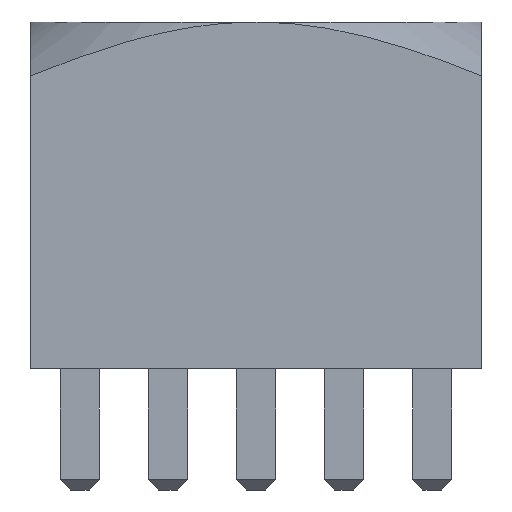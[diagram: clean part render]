
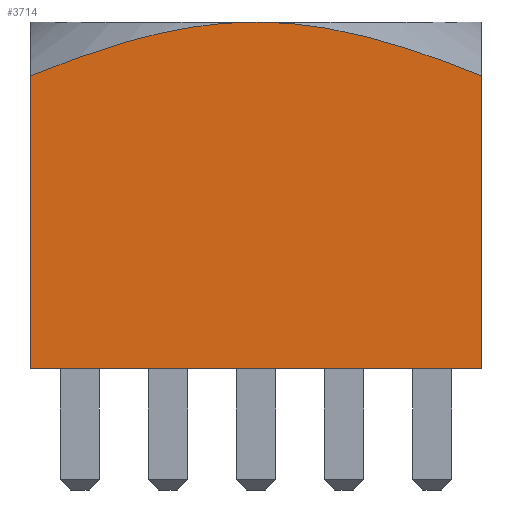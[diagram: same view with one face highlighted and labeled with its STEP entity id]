
A CAD part, left-side view. The second image highlights one B-rep face of the part: STEP entity #3714.
In plain terms, the highlighted planar face has unit normal (-1, 0, 0).
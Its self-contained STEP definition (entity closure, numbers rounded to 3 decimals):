
#468 = AXIS2_PLACEMENT_3D ( 'NONE', #2661, #2675, #2676 ) ;
#1485 = VERTEX_POINT ( 'NONE', #2409 ) ;
#1487 = VERTEX_POINT ( 'NONE', #2407 ) ;
#1508 = VERTEX_POINT ( 'NONE', #2507 ) ;
#1535 = VERTEX_POINT ( 'NONE', #2484 ) ;
#1573 = VERTEX_POINT ( 'NONE', #1876 ) ;
#1615 = EDGE_LOOP ( 'NONE', ( #4169, #4171, #4170, #4172, #4167 ) ) ;
#1876 = CARTESIAN_POINT ( 'NONE',  ( -6.5, -6.5, 8.446 ) ) ;
#2125 = CARTESIAN_POINT ( 'NONE',  ( -6.5, 6.5, 0. ) ) ;
#2131 = LINE ( 'NONE', #2125, #2254 ) ;
#2138 = DIRECTION ( 'NONE',  ( 0., -1., 0. ) ) ;
#2180 = B_SPLINE_CURVE_WITH_KNOTS ( 'NONE', 3,
 ( #3442, #3438, #3542, #3543, #3544, #3545, #3546, #3547 ),
 .UNSPECIFIED., .F., .F.,
 ( 4, 2, 2, 4 ),
 ( 0.017, 0.019, 0.02, 0.024 ),
 .UNSPECIFIED. ) ;
#2185 = B_SPLINE_CURVE_WITH_KNOTS ( 'NONE', 3,
 ( #3539, #3541, #3555, #3556, #3557, #3558, #3559, #3560 ),
 .UNSPECIFIED., .F., .F.,
 ( 4, 2, 2, 4 ),
 ( 0.024, 0.025, 0.027, 0.03 ),
 .UNSPECIFIED. ) ;
#2254 = VECTOR ( 'NONE', #2138, 1000. ) ;
#2332 = VECTOR ( 'NONE', #3549, 1000. ) ;
#2364 = VECTOR ( 'NONE', #3552, 1000. ) ;
#2407 = CARTESIAN_POINT ( 'NONE',  ( -6.5, 6.5, 0. ) ) ;
#2409 = CARTESIAN_POINT ( 'NONE',  ( -6.5, 0., 10. ) ) ;
#2484 = CARTESIAN_POINT ( 'NONE',  ( -6.5, -6.5, 0. ) ) ;
#2507 = CARTESIAN_POINT ( 'NONE',  ( -6.5, 6.5, 8.446 ) ) ;
#2661 = CARTESIAN_POINT ( 'NONE',  ( -6.5, 6.5, 10. ) ) ;
#2672 = FACE_OUTER_BOUND ( 'NONE', #1615, .T. ) ;
#2673 = PLANE ( 'NONE',  #468 ) ;
#2675 = DIRECTION ( 'NONE',  ( 1., 0., 0. ) ) ;
#2676 = DIRECTION ( 'NONE',  ( 0., 0., -1. ) ) ;
#3438 = CARTESIAN_POINT ( 'NONE',  ( -6.5, 5.98, 8.658 ) ) ;
#3442 = CARTESIAN_POINT ( 'NONE',  ( -6.5, 6.5, 8.446 ) ) ;
#3539 = CARTESIAN_POINT ( 'NONE',  ( -6.5, 0., 10. ) ) ;
#3540 = LINE ( 'NONE', #3548, #2332 ) ;
#3541 = CARTESIAN_POINT ( 'NONE',  ( -6.5, -0.558, 10. ) ) ;
#3542 = CARTESIAN_POINT ( 'NONE',  ( -6.5, 5.455, 8.86 ) ) ;
#3543 = CARTESIAN_POINT ( 'NONE',  ( -6.5, 4.39, 9.231 ) ) ;
#3544 = CARTESIAN_POINT ( 'NONE',  ( -6.5, 3.851, 9.4 ) ) ;
#3545 = CARTESIAN_POINT ( 'NONE',  ( -6.5, 2.227, 9.825 ) ) ;
#3546 = CARTESIAN_POINT ( 'NONE',  ( -6.5, 1.127, 10. ) ) ;
#3547 = CARTESIAN_POINT ( 'NONE',  ( -6.5, 0., 10. ) ) ;
#3548 = CARTESIAN_POINT ( 'NONE',  ( -6.5, 6.5, 10. ) ) ;
#3549 = DIRECTION ( 'NONE',  ( 0., 0., -1. ) ) ;
#3550 = LINE ( 'NONE', #3551, #2364 ) ;
#3551 = CARTESIAN_POINT ( 'NONE',  ( -6.5, -6.5, 10. ) ) ;
#3552 = DIRECTION ( 'NONE',  ( 0., 0., -1. ) ) ;
#3555 = CARTESIAN_POINT ( 'NONE',  ( -6.5, -1.126, 9.957 ) ) ;
#3556 = CARTESIAN_POINT ( 'NONE',  ( -6.5, -2.235, 9.797 ) ) ;
#3557 = CARTESIAN_POINT ( 'NONE',  ( -6.5, -2.781, 9.68 ) ) ;
#3558 = CARTESIAN_POINT ( 'NONE',  ( -6.5, -4.402, 9.255 ) ) ;
#3559 = CARTESIAN_POINT ( 'NONE',  ( -6.5, -5.462, 8.869 ) ) ;
#3560 = CARTESIAN_POINT ( 'NONE',  ( -6.5, -6.5, 8.446 ) ) ;
#3714 = ADVANCED_FACE ( 'NONE', ( #2672 ), #2673, .F. ) ;
#3786 = EDGE_CURVE ( 'NONE', #1487, #1535, #2131, .T. ) ;
#3855 = EDGE_CURVE ( 'NONE', #1508, #1485, #2180, .T. ) ;
#3856 = EDGE_CURVE ( 'NONE', #1508, #1487, #3540, .T. ) ;
#3857 = EDGE_CURVE ( 'NONE', #1573, #1535, #3550, .T. ) ;
#3858 = EDGE_CURVE ( 'NONE', #1485, #1573, #2185, .T. ) ;
#4167 = ORIENTED_EDGE ( 'NONE', *, *, #3858, .F. ) ;
#4169 = ORIENTED_EDGE ( 'NONE', *, *, #3855, .F. ) ;
#4170 = ORIENTED_EDGE ( 'NONE', *, *, #3786, .T. ) ;
#4171 = ORIENTED_EDGE ( 'NONE', *, *, #3856, .T. ) ;
#4172 = ORIENTED_EDGE ( 'NONE', *, *, #3857, .F. ) ;
